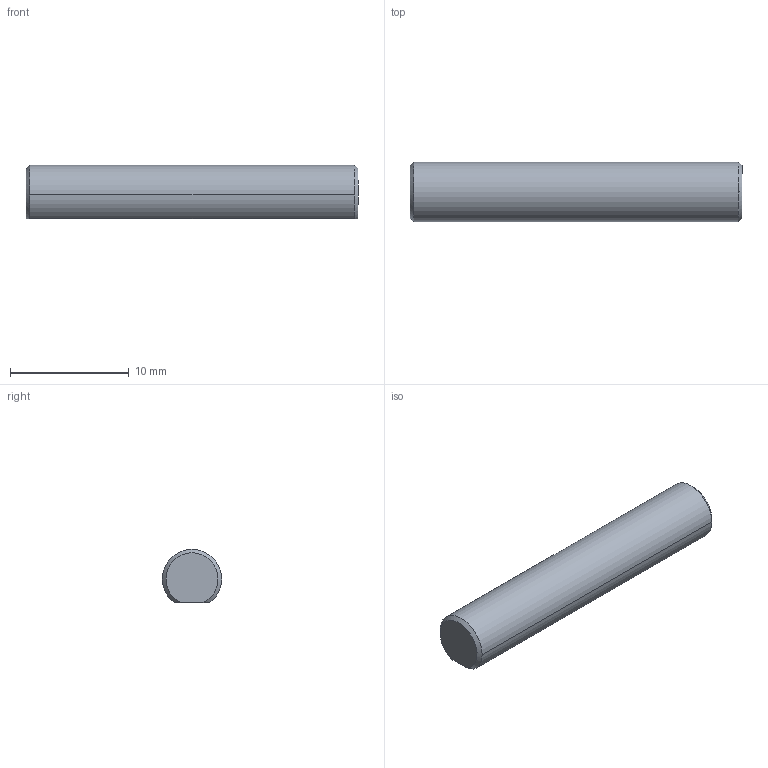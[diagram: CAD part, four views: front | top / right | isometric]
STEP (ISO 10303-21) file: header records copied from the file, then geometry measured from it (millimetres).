
FILE_DESCRIPTION (( 'STEP AP203' ), '1' );
FILE_NAME ('D字轴5-28.STEP_默认_sldprt.STEP', '2025-11-13T14:26:22', ( '' ), ( '' ), 'SwSTEP 2.0', 'SolidWorks 2020', '' );
FILE_SCHEMA (( 'CONFIG_CONTROL_DESIGN' ));
Length unit declared in the file: millimetre
Products named in the file (1): D字轴5-28.STEP_默认_sldprt
Bounding box: 28 x 5 x 4.5 mm (x, y, z)
Volume: 520.1 mm3; surface area: 466.2 mm2
Topology: 1 solids, 1 shells, 9 faces, 21 edges, 14 vertices
Faces by surface type: cone 3, plane 3, cylinder 3
Entity records: 346 total; most frequent: CARTESIAN_POINT 57, DIRECTION 47, ORIENTED_EDGE 42, EDGE_CURVE 21, AXIS2_PLACEMENT_3D 20, VERTEX_POINT 14, CIRCLE 10, EDGE_LOOP 9
